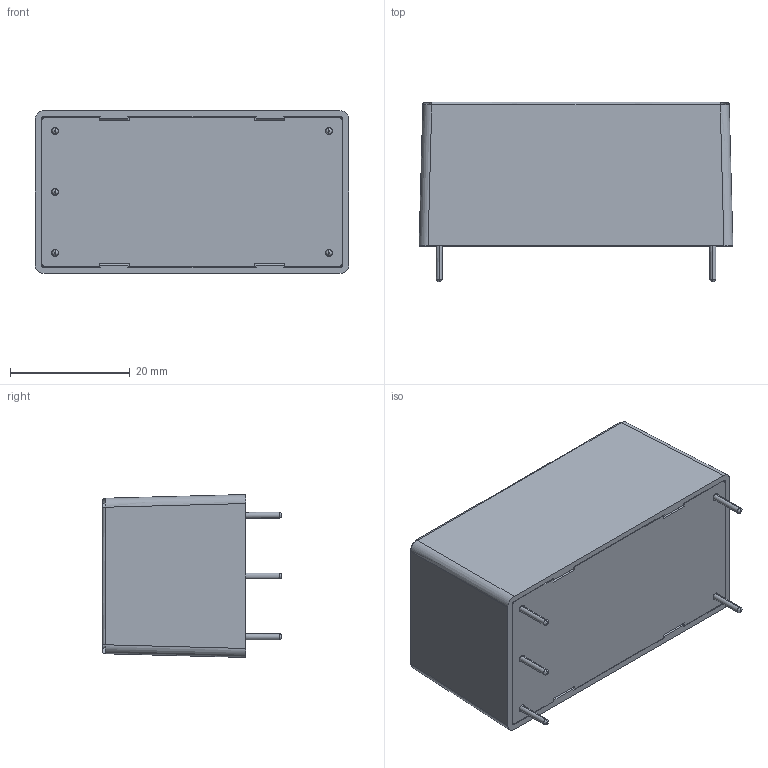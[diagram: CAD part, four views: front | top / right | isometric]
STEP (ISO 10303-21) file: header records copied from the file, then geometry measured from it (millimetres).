
FILE_DESCRIPTION((''),'2;1');
FILE_NAME('LD20-23B03R2-RC','2023-07-13T',('pe218'),(''),'PRO/ENGINEER BY PARAMETRIC TECHNOLOGY CORPORATION, 2014000','PRO/ENGINEER BY PARAMETRIC TECHNOLOGY CORPORATION, 2014000','');
FILE_SCHEMA(('AUTOMOTIVE_DESIGN { 1 2 10303 214 0 1 1 1 }'));
Length unit declared in the file: millimetre
Products named in the file (1): LD20-23B03R2-RC
Bounding box: 52.4 x 30 x 27.2 mm (x, y, z)
Surface area: 13205.4 mm2 (no closed solid volume)
Topology: 0 solids, 0 shells, 300 faces, 1542 edges, 1513 vertices
Faces by surface type: bspline 271, torus 29
Entity records: 24583 total; most frequent: CARTESIAN_POINT 9025, DIRECTION 2351, TRIMMED_CURVE 2024, VECTOR 1755, LINE 1755, DEFINITIONAL_REPRESENTATION 1484, PCURVE 1484, COMPOSITE_CURVE_SEGMENT 1484
